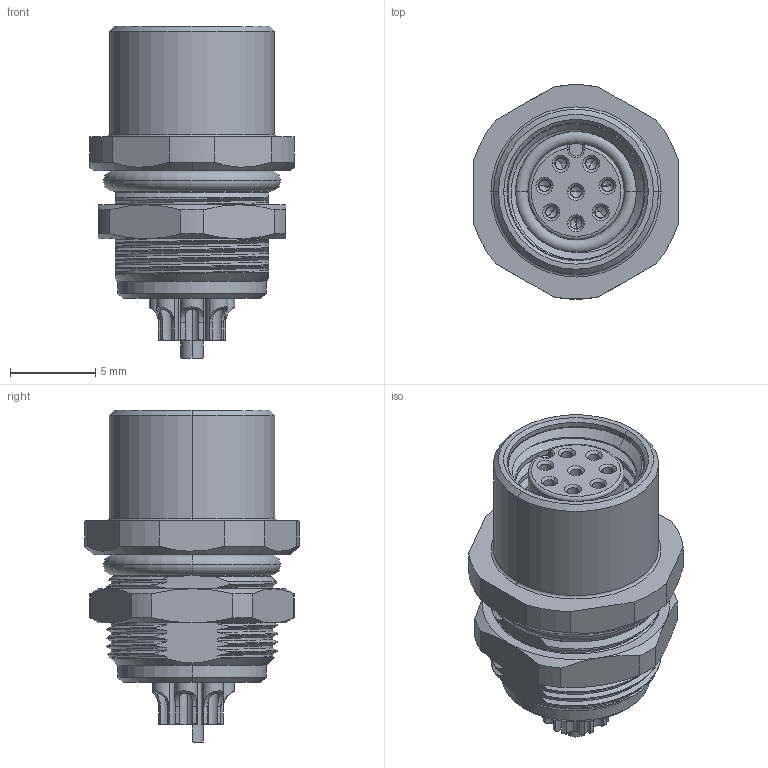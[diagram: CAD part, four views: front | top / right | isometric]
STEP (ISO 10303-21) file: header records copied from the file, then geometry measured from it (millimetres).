
FILE_DESCRIPTION((''),'2;1');
FILE_NAME('8P-K188_','2025-09-09T',('gongcheng16'),(''),'PRO/ENGINEER BY PARAMETRIC TECHNOLOGY CORPORATION, 2010280','PRO/ENGINEER BY PARAMETRIC TECHNOLOGY CORPORATION, 2010280','');
FILE_SCHEMA(('CONFIG_CONTROL_DESIGN'));
Products named in the file (1): 8P-K188_
Bounding box: 12 x 12.6 x 19.5 mm (x, y, z)
Volume: 224.2 mm3; surface area: 15986.1 mm2
Topology: 1 solids, 170 shells, 3009 faces, 9164 edges, 6175 vertices
Faces by surface type: cylinder 1021, bspline 817, plane 624, cone 443, torus 104
Entity records: 300723 total; most frequent: CARTESIAN_POINT 227438, ORIENTED_EDGE 16306, DIRECTION 12243, EDGE_CURVE 9132, VERTEX_POINT 6175, AXIS2_PLACEMENT_3D 4464, B_SPLINE_CURVE_WITH_KNOTS 3546, VECTOR 3315
